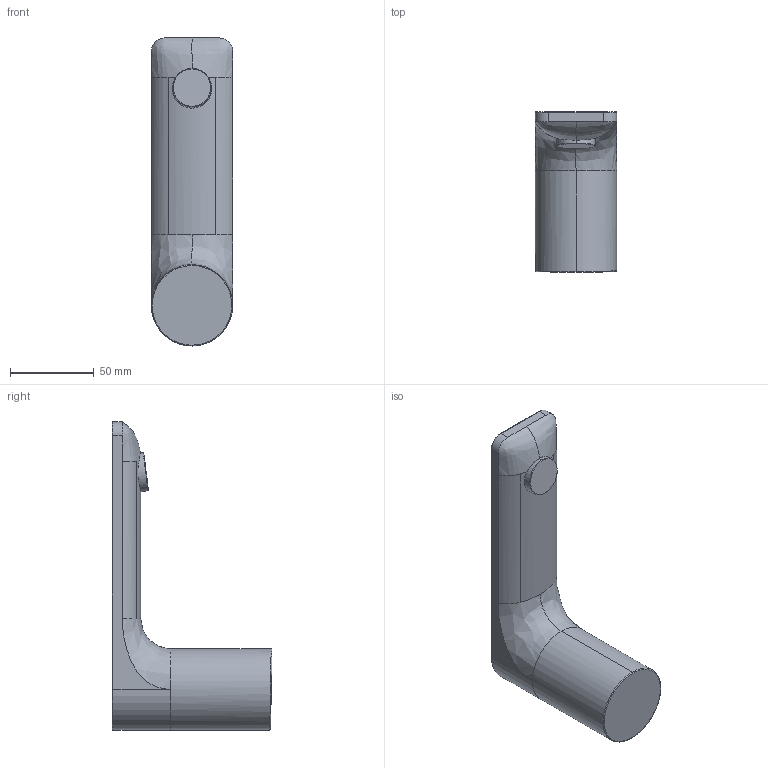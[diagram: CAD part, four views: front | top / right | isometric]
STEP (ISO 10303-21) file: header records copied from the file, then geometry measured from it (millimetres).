
FILE_DESCRIPTION (( 'STEP AP203' ), '1' );
FILE_NAME ('13700845-00.STEP', '2018-07-03T14:12:02', ( '' ), ( '' ), 'SwSTEP 2.0', 'SolidWorks 2017', '' );
FILE_SCHEMA (( 'CONFIG_CONTROL_DESIGN' ));
Length unit declared in the file: millimetre
Products named in the file (3): Planungsmodell_Auslauf-+-09.11.84.013.90-01_K1; Planungsmodell_Huelse-+-09.23.01.161.90-01_K1; 13700845-00
Assembly tree (2 placements, depth 2):
  13700845-00
    Planungsmodell_Auslauf-+-09.11.84.013.90-01_K1
    Planungsmodell_Huelse-+-09.23.01.161.90-01_K1
Bounding box: 48.5 x 95.41 x 183.75 mm (x, y, z)
Volume: 277874 mm3; surface area: 35396.4 mm2
Topology: 2 solids, 2 shells, 35 faces, 89 edges, 58 vertices
Faces by surface type: cylinder 14, bspline 7, plane 7, torus 7
Entity records: 8013 total; most frequent: CARTESIAN_POINT 6944, ORIENTED_EDGE 178, DIRECTION 143, EDGE_CURVE 89, AXIS2_PLACEMENT_3D 62, VERTEX_POINT 58, B_SPLINE_CURVE_WITH_KNOTS 37, ADVANCED_FACE 35
